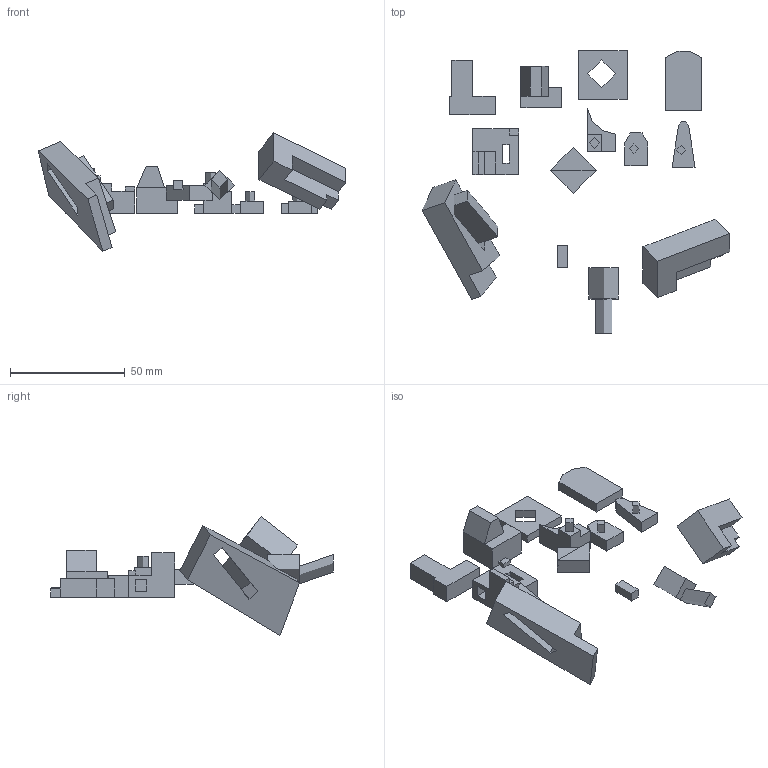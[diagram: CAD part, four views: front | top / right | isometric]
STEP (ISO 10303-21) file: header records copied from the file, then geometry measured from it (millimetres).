
FILE_DESCRIPTION(('STEP AP214'),'1');
FILE_NAME('SS_-793e-2.stp','2022-05-11T12:41:58',(' '),(' '),'Spatial InterOp 3D',' ',' ');
FILE_SCHEMA(('AUTOMOTIVE_DESIGN { 1 0 10303 214 1 1 1 1 }'));
Length unit declared in the file: centimetre
Products named in the file (22): three_objects_steps_depression_oblique_cyl_tilted222; Design12; Design100; three_objects_steps_depression_oblique_cyl_tilted; three_objects_steps_depressions; Component1; Component2; T; three_objects_steps_depression_oblique; step; three_objects_steps_depression_oblique_cyl; cylindrical_hole; three_objects_steps_depression_oblique_cyl_tilted22; cylindrical_cut_out; curved; small_angle_cylinder; three_objects_steps_depression_oblique_cyl_tilted2; cylindrical_Wedge; CylBox; CylCyl_oblique; SolidsCollection_-793e-2; SS_-793e-2
Assembly tree (21 placements, depth 9):
  SS_-793e-2
    SolidsCollection_-793e-2
      three_objects_steps_depression_oblique_cyl_tilted2
        three_objects_steps_depression_oblique_cyl_tilted22
          three_objects_steps_depression_oblique_cyl_tilted
            three_objects_steps_depression_oblique_cyl_tilted222
              Design12
              Design100
            three_objects_steps_depression_oblique_cyl
              three_objects_steps_depression_oblique
                three_objects_steps_depressions
                  Component1
                  Component2
                  T
                step
              cylindrical_hole
          cylindrical_cut_out
          curved
          small_angle_cylinder
        cylindrical_Wedge
        CylBox
        CylCyl_oblique
Bounding box: 133.83 x 122.78 x 51.61 mm (x, y, z)
Volume: 37985.3 mm3
Topology: 13 solids, 18 shells, 136 faces, 303 edges, 200 vertices
Faces by surface type: plane 125, cylinder 11
Full cylindrical faces by diameter (mm): 4 x2, 4.472 x1, 5.769 x1, 7.211 x1, 12.166 x1, 12.806 x1
Entity records: 4410 total; most frequent: CARTESIAN_POINT 682, DIRECTION 662, ORIENTED_EDGE 616, EDGE_CURVE 308, LINE 286, VECTOR 286, VERTEX_POINT 208, AXIS2_PLACEMENT_3D 188
